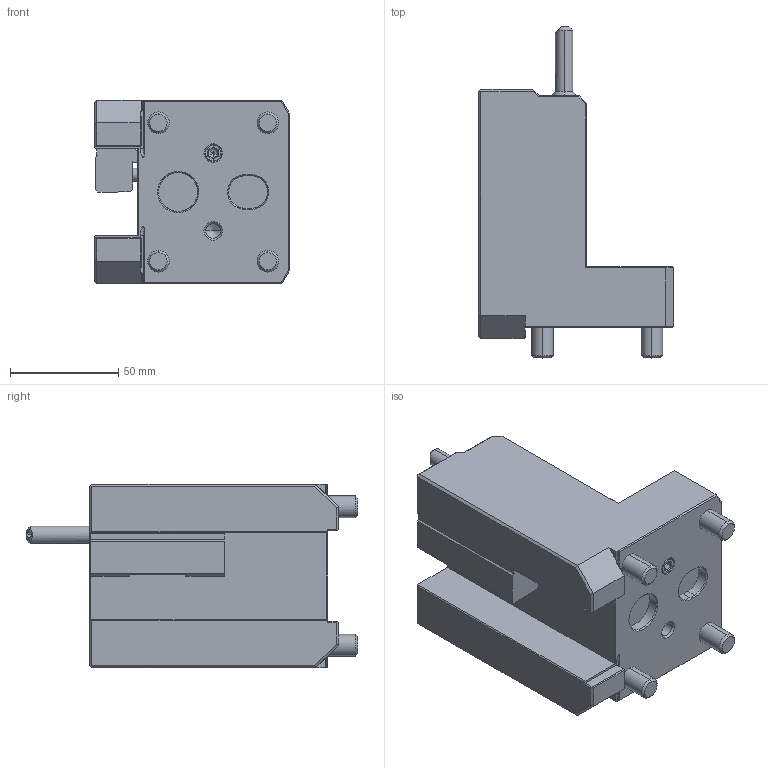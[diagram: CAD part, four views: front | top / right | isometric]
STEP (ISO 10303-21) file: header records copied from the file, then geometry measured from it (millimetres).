
FILE_DESCRIPTION((''),'2;1');
FILE_NAME('NGT_OD_20_110_HA','2021-10-18T',('vali'),('NOVA GRUP'),'PRO/ENGINEER BY PARAMETRIC TECHNOLOGY CORPORATION, 2010280','PRO/ENGINEER BY PARAMETRIC TECHNOLOGY CORPORATION, 2010280','');
FILE_SCHEMA(('CONFIG_CONTROL_DESIGN'));
Length unit declared in the file: millimetre
Products named in the file (1): NGT_OD_20_110_HA
Bounding box: 90 x 153.34 x 85 mm (x, y, z)
Volume: 493667.7 mm3; surface area: 55949.6 mm2
Topology: 1 solids, 1 shells, 208 faces, 518 edges, 314 vertices
Faces by surface type: plane 130, cylinder 41, cone 27, bspline 6, torus 2, sphere 2
Entity records: 6836 total; most frequent: CARTESIAN_POINT 1965, ORIENTED_EDGE 1020, DIRECTION 945, EDGE_CURVE 510, VECTOR 371, LINE 371, VERTEX_POINT 314, AXIS2_PLACEMENT_3D 287
